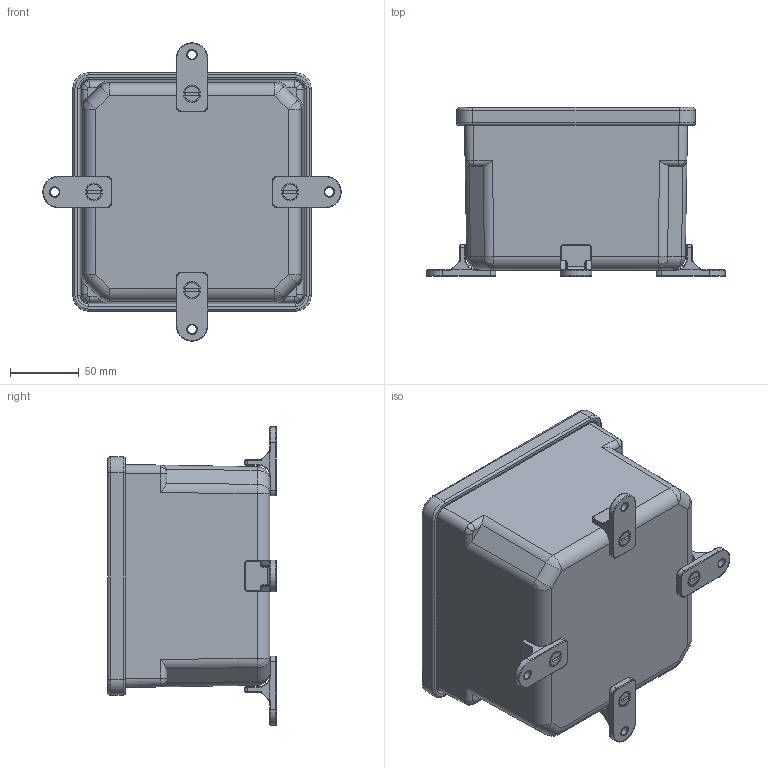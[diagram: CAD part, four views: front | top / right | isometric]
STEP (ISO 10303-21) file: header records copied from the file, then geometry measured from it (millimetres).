
FILE_DESCRIPTION (( 'STEP AP214' ), '1' );
FILE_NAME ('J664PVC.STEP', '2019-07-09T21:50:07', ( '' ), ( '' ), 'SwSTEP 2.0', 'SolidWorks 2018', '' );
FILE_SCHEMA (( 'AUTOMOTIVE_DESIGN' ));
Length unit declared in the file: inch
Products named in the file (1): J664PVC
Bounding box: 217.61 x 123.29 x 217.61 mm (x, y, z)
Volume: 697858.1 mm3; surface area: 286677.6 mm2
Topology: 23 solids, 23 shells, 1169 faces, 2711 edges, 1599 vertices
Faces by surface type: plane 465, cylinder 360, bspline 304, cone 40
Full cylindrical faces by diameter (mm): 3.302 x4, 3.556 x4, 4.445 x4, 4.5 x4, 4.762 x2, 4.763 x2, 5.08 x12, 5.588 x4, 5.7 x4, 6.223 x4, 7 x4, 8.255 x4, 8.382 x4, 8.763 x4, 9 x4
Entity records: 48396 total; most frequent: CARTESIAN_POINT 24666, ORIENTED_EDGE 5080, DIRECTION 4116, EDGE_CURVE 2540, VERTEX_POINT 1564, AXIS2_PLACEMENT_3D 1462, EDGE_LOOP 1366, FACE_OUTER_BOUND 1253
